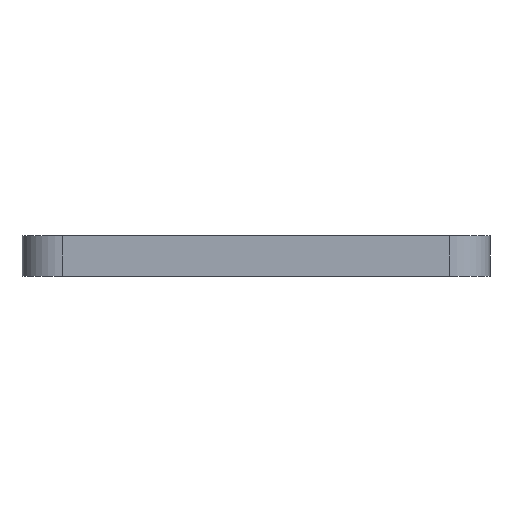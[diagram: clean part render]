
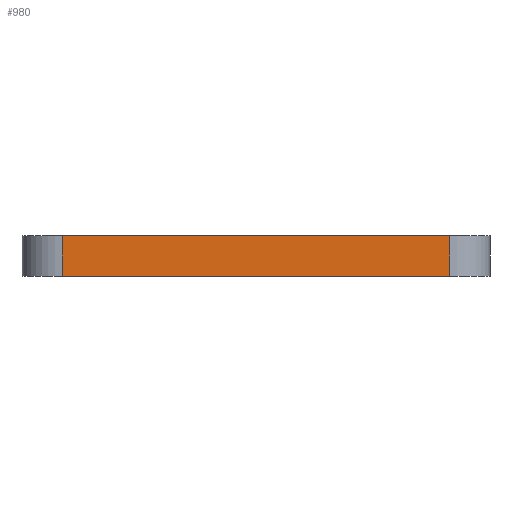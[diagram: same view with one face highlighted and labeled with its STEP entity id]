
A CAD part, front view. The second image highlights one B-rep face of the part: STEP entity #980.
In plain terms, the highlighted planar face has unit normal (0, -1, 0).
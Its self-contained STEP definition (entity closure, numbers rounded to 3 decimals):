
#33=PLANE('',#1055);
#76=FACE_OUTER_BOUND('',#131,.T.);
#131=EDGE_LOOP('',(#724,#725,#726,#727));
#216=LINE('',#1475,#331);
#217=LINE('',#1478,#332);
#218=LINE('',#1480,#333);
#219=LINE('',#1481,#334);
#331=VECTOR('',#1184,10.);
#332=VECTOR('',#1187,10.);
#333=VECTOR('',#1188,10.);
#334=VECTOR('',#1189,10.);
#472=VERTEX_POINT('',#1469);
#474=VERTEX_POINT('',#1473);
#475=VERTEX_POINT('',#1477);
#476=VERTEX_POINT('',#1479);
#574=EDGE_CURVE('',#472,#474,#216,.T.);
#575=EDGE_CURVE('',#472,#475,#217,.T.);
#576=EDGE_CURVE('',#476,#474,#218,.T.);
#577=EDGE_CURVE('',#475,#476,#219,.T.);
#724=ORIENTED_EDGE('',*,*,#575,.F.);
#725=ORIENTED_EDGE('',*,*,#574,.T.);
#726=ORIENTED_EDGE('',*,*,#576,.F.);
#727=ORIENTED_EDGE('',*,*,#577,.F.);
#980=ADVANCED_FACE('',(#76),#33,.T.);
#1055=AXIS2_PLACEMENT_3D('',#1476,#1185,#1186);
#1184=DIRECTION('',(0.,0.,-1.));
#1185=DIRECTION('center_axis',(0.,-1.,0.));
#1186=DIRECTION('ref_axis',(-1.,0.,0.));
#1187=DIRECTION('',(1.,0.,0.));
#1188=DIRECTION('',(-1.,0.,0.));
#1189=DIRECTION('',(0.,0.,-1.));
#1469=CARTESIAN_POINT('',(6.,-5.,12.));
#1473=CARTESIAN_POINT('',(6.,-5.,6.));
#1475=CARTESIAN_POINT('',(6.,-5.,12.));
#1476=CARTESIAN_POINT('Origin',(64.,-5.,12.));
#1477=CARTESIAN_POINT('',(64.,-5.,12.));
#1478=CARTESIAN_POINT('',(6.,-5.,12.));
#1479=CARTESIAN_POINT('',(64.,-5.,6.));
#1480=CARTESIAN_POINT('',(6.,-5.,6.));
#1481=CARTESIAN_POINT('',(64.,-5.,12.));
